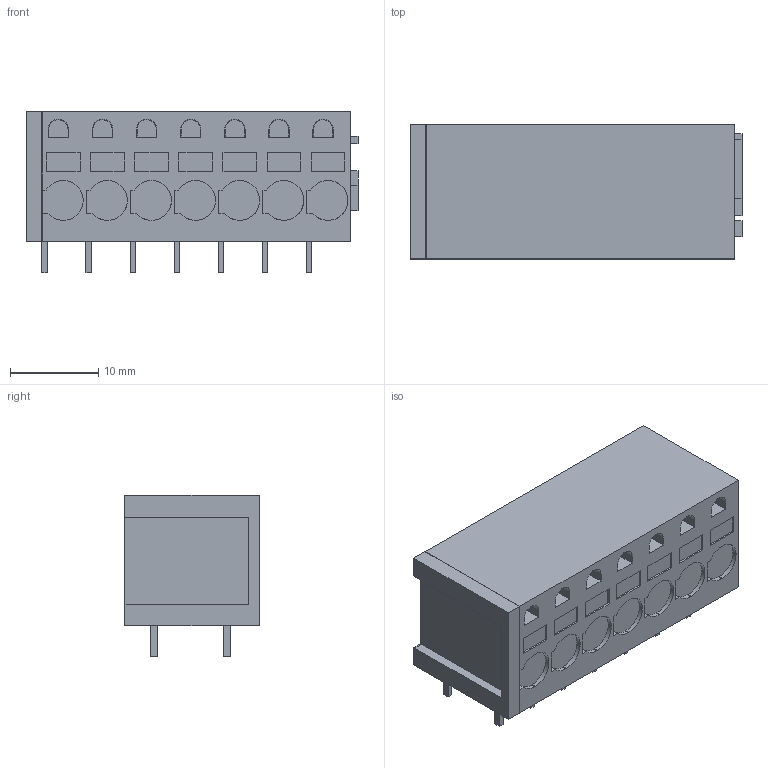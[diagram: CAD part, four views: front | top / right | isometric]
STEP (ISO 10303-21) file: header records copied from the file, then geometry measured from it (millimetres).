
FILE_DESCRIPTION(('CATIA V5 STEP Exchange','CAx-IF Rec.Pracs.--- Model Styling and Organization---1.4--- 2014-01-23'),'2;1');
FILE_NAME ('292476-4_1_1425340000_1425340000.stp','2022-08-10T10:44:05+00:00',('none'),('Weidmueller'),'CATIA Version 5-6 Release 2016 SP3 HF44','CATIA V5 STEP AP214','none');
FILE_SCHEMA(('AUTOMOTIVE_DESIGN { 1 0 10303 214 1 1 1 1 }'));
Length unit declared in the file: millimetre
Products named in the file (1): 1425340000
Bounding box: 37.63 x 15.2 x 18.3 mm (x, y, z)
Volume: 8036.7 mm3; surface area: 3703.5 mm2
Topology: 15 solids, 43 shells, 482 faces, 1112 edges, 741 vertices
Faces by surface type: plane 379, cylinder 54, cone 21, bspline 14, extrusion 7, torus 7
Entity records: 14536 total; most frequent: CARTESIAN_POINT 4107, ORIENTED_EDGE 2224, DIRECTION 1778, EDGE_CURVE 1112, VECTOR 871, LINE 864, VERTEX_POINT 741, EDGE_LOOP 517
